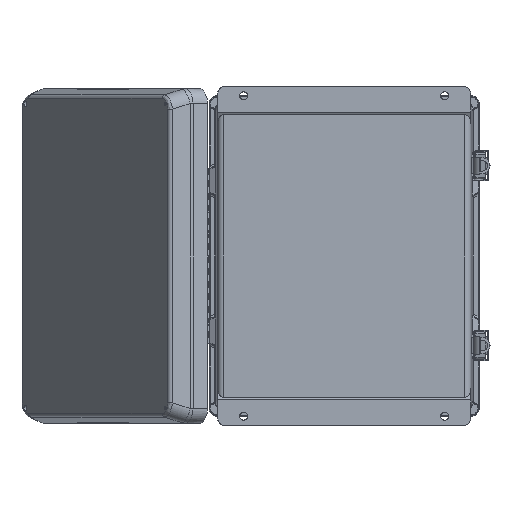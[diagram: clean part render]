
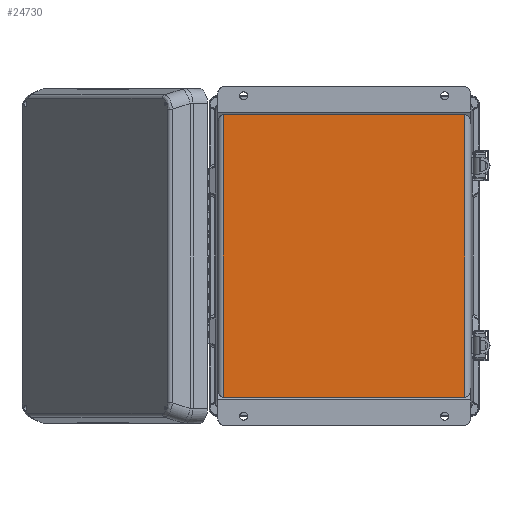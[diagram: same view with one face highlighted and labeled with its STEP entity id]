
A CAD part, front view. The second image highlights one B-rep face of the part: STEP entity #24730.
In plain terms, the highlighted planar face has unit normal (0, -1, 0).
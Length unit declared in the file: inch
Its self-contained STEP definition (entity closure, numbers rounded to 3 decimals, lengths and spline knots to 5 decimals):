
#828 = CARTESIAN_POINT ( 'NONE',  ( 4.80523, 0.05906, -12.37803 ) ) ;
#2021 = EDGE_CURVE ( 'NONE', #28181, #25432, #16300, .T. ) ;
#2628 = VERTEX_POINT ( 'NONE', #828 ) ;
#3053 = ORIENTED_EDGE ( 'NONE', *, *, #2021, .T. ) ;
#4198 = CARTESIAN_POINT ( 'NONE',  ( -4.80523, 0.05906, -1.12591 ) ) ;
#4319 = VECTOR ( 'NONE', #22194, 39.37008 ) ;
#5148 = DIRECTION ( 'NONE',  ( 0., 0., 1. ) ) ;
#5291 = ORIENTED_EDGE ( 'NONE', *, *, #28616, .T. ) ;
#5435 = LINE ( 'NONE', #4198, #4319 ) ;
#7598 = CARTESIAN_POINT ( 'NONE',  ( -4.80523, 0.05906, -1.12591 ) ) ;
#8268 = VECTOR ( 'NONE', #5148, 39.37008 ) ;
#9065 = FACE_OUTER_BOUND ( 'NONE', #36818, .T. ) ;
#10042 = EDGE_CURVE ( 'NONE', #12022, #25432, #5435, .T. ) ;
#10622 = CARTESIAN_POINT ( 'NONE',  ( 5.11811, 0.05906, -1.12591 ) ) ;
#10642 = VECTOR ( 'NONE', #21950, 39.37008 ) ;
#12022 = VERTEX_POINT ( 'NONE', #36547 ) ;
#14080 = EDGE_CURVE ( 'NONE', #2628, #12022, #21372, .T. ) ;
#15046 = AXIS2_PLACEMENT_3D ( 'NONE', #10622, #18337, #43479 ) ;
#15180 = VECTOR ( 'NONE', #17944, 39.37008 ) ;
#16300 = LINE ( 'NONE', #35863, #15180 ) ;
#17944 = DIRECTION ( 'NONE',  ( -1., 0., 0. ) ) ;
#18337 = DIRECTION ( 'NONE',  ( 0., 1., 0. ) ) ;
#18508 = ORIENTED_EDGE ( 'NONE', *, *, #10042, .F. ) ;
#21372 = LINE ( 'NONE', #43759, #10642 ) ;
#21950 = DIRECTION ( 'NONE',  ( -1., 0., 0. ) ) ;
#22194 = DIRECTION ( 'NONE',  ( 0., 0., 1. ) ) ;
#24730 = ADVANCED_FACE ( 'NONE', ( #9065 ), #39894, .F. ) ;
#25432 = VERTEX_POINT ( 'NONE', #7598 ) ;
#27427 = LINE ( 'NONE', #33977, #8268 ) ;
#28181 = VERTEX_POINT ( 'NONE', #34181 ) ;
#28616 = EDGE_CURVE ( 'NONE', #2628, #28181, #27427, .T. ) ;
#29931 = ORIENTED_EDGE ( 'NONE', *, *, #14080, .F. ) ;
#33977 = CARTESIAN_POINT ( 'NONE',  ( 4.80523, 0.05906, -1.12591 ) ) ;
#34181 = CARTESIAN_POINT ( 'NONE',  ( 4.80523, 0.05906, -1.12591 ) ) ;
#35863 = CARTESIAN_POINT ( 'NONE',  ( 5.11811, 0.05906, -1.12591 ) ) ;
#36547 = CARTESIAN_POINT ( 'NONE',  ( -4.80523, 0.05906, -12.37803 ) ) ;
#36818 = EDGE_LOOP ( 'NONE', ( #18508, #29931, #5291, #3053 ) ) ;
#39894 = PLANE ( 'NONE',  #15046 ) ;
#43479 = DIRECTION ( 'NONE',  ( 0., 0., 1. ) ) ;
#43759 = CARTESIAN_POINT ( 'NONE',  ( 5.11811, 0.05906, -12.37803 ) ) ;
